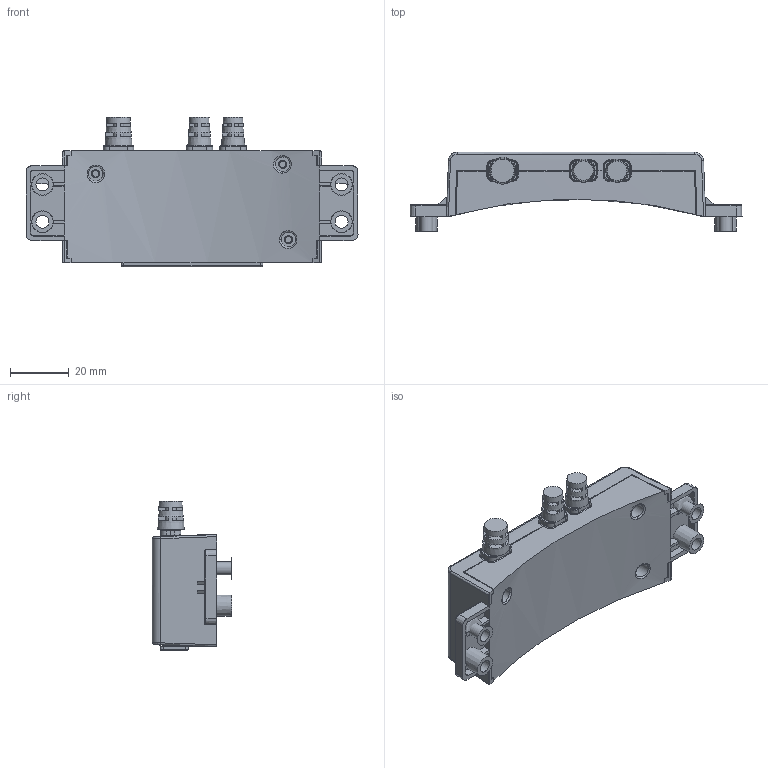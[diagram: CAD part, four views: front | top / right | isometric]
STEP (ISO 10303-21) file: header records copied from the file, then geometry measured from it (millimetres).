
FILE_DESCRIPTION(/* description */ (''),/* implementation_level */ '2;1');
FILE_NAME(/* name */ 'RX Controller.iam.step',/* time_stamp */ '2020-04-16T23:35:16-04:00',/* author */ ('Jordan'),/* organization */ (''),/* preprocessor_version */ 'ST-DEVELOPER v17',/* originating_system */ 'Autodesk Inventor 2019',/* authorisation */ '');
FILE_SCHEMA (('AUTOMOTIVE_DESIGN { 1 0 10303 214 3 1 1 }'));
Length unit declared in the file: inch
Products named in the file (12): RX Controller; RX Bottom Case; RX PCB Assembly; WIFI PCB Pin Male; Microswitch; WIFI PCB USB; RX PCB; RX Top Case; RX Connector Plate; RX PWR Cable Strain; RX Serial Cable Strain; RX LED
Assembly tree (14 placements, depth 3):
  RX Controller
    RX LED  x3
    RX Bottom Case
    RX PWR Cable Strain  x2
    RX PCB Assembly
      WIFI PCB Pin Male
      Microswitch
      WIFI PCB USB
      RX PCB
    RX Top Case
    RX Connector Plate
    RX Serial Cable Strain
Bounding box: 112.79 x 26.98 x 50.81 mm (x, y, z)
Volume: 27055 mm3; surface area: 37711.9 mm2
Topology: 13 solids, 13 shells, 1025 faces, 2763 edges, 1811 vertices
Faces by surface type: plane 631, cylinder 228, bspline 73, torus 45, cone 41, sphere 7
Full cylindrical faces by diameter (mm): 0.991 x8, 1.499 x2, 1.5 x1, 1.6 x3, 2.2 x3, 2.799 x1, 2.8 x2, 3.505 x1, 4.4 x4, 4.999 x2, 5 x4, 5.2 x4, 5.202 x1, 7.5 x2
Entity records: 37101 total; most frequent: CARTESIAN_POINT 13248, ORIENTED_EDGE 4910, DIRECTION 4594, EDGE_CURVE 2455, VERTEX_POINT 1624, AXIS2_PLACEMENT_3D 1541, LINE 1512, VECTOR 1512
